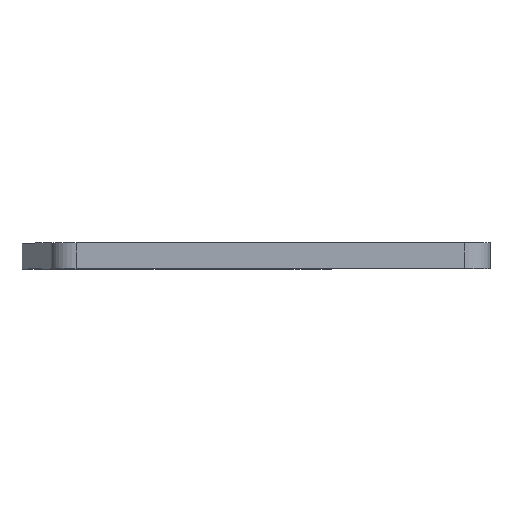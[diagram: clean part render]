
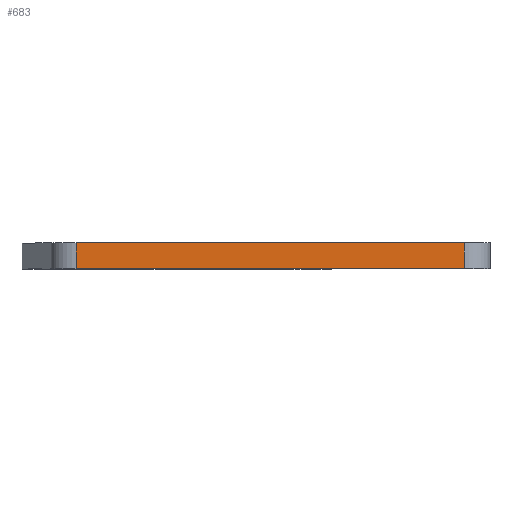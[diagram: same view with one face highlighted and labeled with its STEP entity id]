
A CAD part, top view. The second image highlights one B-rep face of the part: STEP entity #683.
In plain terms, the highlighted planar face has unit normal (0, 0, 1).
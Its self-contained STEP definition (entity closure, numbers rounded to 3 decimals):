
#147 = VERTEX_POINT('',#148);
#148 = CARTESIAN_POINT('',(37.5,-50.,31.25));
#155 = EDGE_CURVE('',#147,#156,#158,.T.);
#156 = VERTEX_POINT('',#157);
#157 = CARTESIAN_POINT('',(-37.5,-50.,31.25));
#158 = LINE('',#159,#160);
#159 = CARTESIAN_POINT('',(37.5,-50.,31.25));
#160 = VECTOR('',#161,1.);
#161 = DIRECTION('',(-1.,0.,0.));
#360 = VERTEX_POINT('',#361);
#361 = CARTESIAN_POINT('',(-37.5,-55.,31.25));
#368 = EDGE_CURVE('',#369,#360,#371,.T.);
#369 = VERTEX_POINT('',#370);
#370 = CARTESIAN_POINT('',(37.5,-55.,31.25));
#371 = LINE('',#372,#373);
#372 = CARTESIAN_POINT('',(37.5,-55.,31.25));
#373 = VECTOR('',#374,1.);
#374 = DIRECTION('',(-1.,0.,0.));
#672 = EDGE_CURVE('',#147,#369,#673,.T.);
#673 = LINE('',#674,#675);
#674 = CARTESIAN_POINT('',(37.5,-50.,31.25));
#675 = VECTOR('',#676,1.);
#676 = DIRECTION('',(0.,-1.,0.));
#683 = ADVANCED_FACE('',(#684),#695,.F.);
#684 = FACE_BOUND('',#685,.F.);
#685 = EDGE_LOOP('',(#686,#687,#688,#694));
#686 = ORIENTED_EDGE('',*,*,#672,.T.);
#687 = ORIENTED_EDGE('',*,*,#368,.T.);
#688 = ORIENTED_EDGE('',*,*,#689,.F.);
#689 = EDGE_CURVE('',#156,#360,#690,.T.);
#690 = LINE('',#691,#692);
#691 = CARTESIAN_POINT('',(-37.5,-50.,31.25));
#692 = VECTOR('',#693,1.);
#693 = DIRECTION('',(0.,-1.,0.));
#694 = ORIENTED_EDGE('',*,*,#155,.F.);
#695 = PLANE('',#696);
#696 = AXIS2_PLACEMENT_3D('',#697,#698,#699);
#697 = CARTESIAN_POINT('',(37.5,-50.,31.25));
#698 = DIRECTION('',(-0.,0.,-1.));
#699 = DIRECTION('',(-1.,0.,0.));
